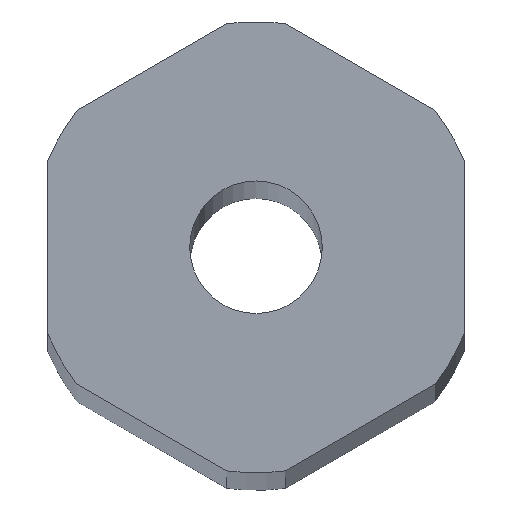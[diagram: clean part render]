
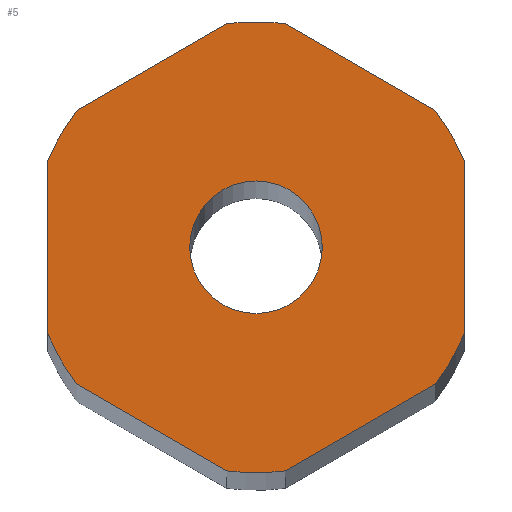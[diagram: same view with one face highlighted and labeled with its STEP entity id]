
A CAD part, top view. The second image highlights one B-rep face of the part: STEP entity #5.
In plain terms, the highlighted planar face has unit normal (0, 0, 1).
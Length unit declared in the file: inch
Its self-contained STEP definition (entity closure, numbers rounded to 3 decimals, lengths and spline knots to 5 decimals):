
#5 = ADVANCED_FACE ( 'NONE', ( #557, #463 ), #99, .T. ) ;
#13 = VERTEX_POINT ( 'NONE', #506 ) ;
#14 = EDGE_CURVE ( 'NONE', #532, #401, #342, .T. ) ;
#15 = CARTESIAN_POINT ( 'NONE',  ( 0., 0., 6. ) ) ;
#16 = LINE ( 'NONE', #63, #236 ) ;
#20 = AXIS2_PLACEMENT_3D ( 'NONE', #51, #420, #186 ) ;
#23 = CARTESIAN_POINT ( 'NONE',  ( -0.0795, 0., 6. ) ) ;
#24 = EDGE_CURVE ( 'NONE', #320, #335, #16, .T. ) ;
#25 = LINE ( 'NONE', #475, #56 ) ;
#26 = DIRECTION ( 'NONE',  ( 0.866, 0.5, 0. ) ) ;
#37 = VECTOR ( 'NONE', #26, 39.37008 ) ;
#47 = VECTOR ( 'NONE', #80, 39.37008 ) ;
#51 = CARTESIAN_POINT ( 'NONE',  ( 0., 0., 6. ) ) ;
#54 = DIRECTION ( 'NONE',  ( 0., 0., 1. ) ) ;
#56 = VECTOR ( 'NONE', #388, 39.37008 ) ;
#57 = ORIENTED_EDGE ( 'NONE', *, *, #409, .T. ) ;
#61 = CARTESIAN_POINT ( 'NONE',  ( 0., 0., 6. ) ) ;
#63 = CARTESIAN_POINT ( 'NONE',  ( -0.1249, -0.21634, 6. ) ) ;
#65 = DIRECTION ( 'NONE',  ( 1., 0., 0. ) ) ;
#70 = VERTEX_POINT ( 'NONE', #81 ) ;
#77 = VERTEX_POINT ( 'NONE', #112 ) ;
#78 = CIRCLE ( 'NONE', #305, 0.27047 ) ;
#80 = DIRECTION ( 'NONE',  ( 0., 1., 0. ) ) ;
#81 = CARTESIAN_POINT ( 'NONE',  ( 0.2498, -0.1037, 6. ) ) ;
#82 = CARTESIAN_POINT ( 'NONE',  ( 0.2498, 0., 6. ) ) ;
#88 = AXIS2_PLACEMENT_3D ( 'NONE', #15, #192, #559 ) ;
#97 = CIRCLE ( 'NONE', #166, 0.27047 ) ;
#99 = PLANE ( 'NONE',  #552 ) ;
#100 = DIRECTION ( 'NONE',  ( 1., 0., 0. ) ) ;
#112 = CARTESIAN_POINT ( 'NONE',  ( 0.03509, 0.26819, 6. ) ) ;
#115 = CARTESIAN_POINT ( 'NONE',  ( -0.1249, 0.21634, 6. ) ) ;
#118 = LINE ( 'NONE', #115, #496 ) ;
#123 = CIRCLE ( 'NONE', #20, 0.0795 ) ;
#125 = LINE ( 'NONE', #82, #47 ) ;
#128 = EDGE_CURVE ( 'NONE', #169, #355, #333, .T. ) ;
#133 = EDGE_LOOP ( 'NONE', ( #499, #456, #135, #372, #422, #212, #590, #328, #247, #436, #57, #272 ) ) ;
#135 = ORIENTED_EDGE ( 'NONE', *, *, #384, .T. ) ;
#140 = CIRCLE ( 'NONE', #218, 0.27047 ) ;
#146 = DIRECTION ( 'NONE',  ( 0., 0., 1. ) ) ;
#147 = CARTESIAN_POINT ( 'NONE',  ( -0.21471, -0.16449, 6. ) ) ;
#151 = EDGE_CURVE ( 'NONE', #571, #169, #118, .T. ) ;
#153 = DIRECTION ( 'NONE',  ( 1., 0., 0. ) ) ;
#166 = AXIS2_PLACEMENT_3D ( 'NONE', #550, #377, #100 ) ;
#168 = EDGE_CURVE ( 'NONE', #553, #70, #428, .T. ) ;
#169 = VERTEX_POINT ( 'NONE', #566 ) ;
#175 = EDGE_CURVE ( 'NONE', #355, #13, #25, .T. ) ;
#186 = DIRECTION ( 'NONE',  ( 1., 0., 0. ) ) ;
#189 = DIRECTION ( 'NONE',  ( 1., 0., 0. ) ) ;
#192 = DIRECTION ( 'NONE',  ( 0., 0., 1. ) ) ;
#195 = LINE ( 'NONE', #573, #37 ) ;
#198 = CARTESIAN_POINT ( 'NONE',  ( 0.03509, -0.26819, 6. ) ) ;
#201 = DIRECTION ( 'NONE',  ( 1., 0., 0. ) ) ;
#211 = DIRECTION ( 'NONE',  ( 0., 0., 1. ) ) ;
#212 = ORIENTED_EDGE ( 'NONE', *, *, #128, .T. ) ;
#218 = AXIS2_PLACEMENT_3D ( 'NONE', #380, #474, #153 ) ;
#226 = CARTESIAN_POINT ( 'NONE',  ( -0.2498, 0.1037, 6. ) ) ;
#231 = DIRECTION ( 'NONE',  ( 1., 0., 0. ) ) ;
#233 = ORIENTED_EDGE ( 'NONE', *, *, #317, .F. ) ;
#235 = DIRECTION ( 'NONE',  ( 0., 0., 1. ) ) ;
#236 = VECTOR ( 'NONE', #555, 39.37008 ) ;
#238 = CARTESIAN_POINT ( 'NONE',  ( 0.2498, 0.1037, 6. ) ) ;
#242 = CARTESIAN_POINT ( 'NONE',  ( 0., 0., 6. ) ) ;
#243 = CARTESIAN_POINT ( 'NONE',  ( 0.1249, 0.21634, 6. ) ) ;
#247 = ORIENTED_EDGE ( 'NONE', *, *, #24, .T. ) ;
#254 = DIRECTION ( 'NONE',  ( -0.866, 0.5, 0. ) ) ;
#259 = CIRCLE ( 'NONE', #88, 0.27047 ) ;
#264 = CARTESIAN_POINT ( 'NONE',  ( 0.21471, -0.16449, 6. ) ) ;
#266 = AXIS2_PLACEMENT_3D ( 'NONE', #61, #146, #466 ) ;
#270 = ORIENTED_EDGE ( 'NONE', *, *, #14, .F. ) ;
#272 = ORIENTED_EDGE ( 'NONE', *, *, #168, .T. ) ;
#283 = EDGE_LOOP ( 'NONE', ( #233, #270 ) ) ;
#297 = EDGE_CURVE ( 'NONE', #360, #353, #78, .T. ) ;
#305 = AXIS2_PLACEMENT_3D ( 'NONE', #412, #235, #231 ) ;
#317 = EDGE_CURVE ( 'NONE', #401, #532, #123, .T. ) ;
#320 = VERTEX_POINT ( 'NONE', #147 ) ;
#328 = ORIENTED_EDGE ( 'NONE', *, *, #363, .T. ) ;
#333 = CIRCLE ( 'NONE', #572, 0.27047 ) ;
#335 = VERTEX_POINT ( 'NONE', #366 ) ;
#340 = EDGE_CURVE ( 'NONE', #335, #442, #97, .T. ) ;
#342 = CIRCLE ( 'NONE', #266, 0.0795 ) ;
#353 = VERTEX_POINT ( 'NONE', #469 ) ;
#355 = VERTEX_POINT ( 'NONE', #226 ) ;
#360 = VERTEX_POINT ( 'NONE', #238 ) ;
#363 = EDGE_CURVE ( 'NONE', #13, #320, #259, .T. ) ;
#366 = CARTESIAN_POINT ( 'NONE',  ( -0.03509, -0.26819, 6. ) ) ;
#372 = ORIENTED_EDGE ( 'NONE', *, *, #448, .T. ) ;
#377 = DIRECTION ( 'NONE',  ( 0., 0., 1. ) ) ;
#380 = CARTESIAN_POINT ( 'NONE',  ( 0., 0., 6. ) ) ;
#384 = EDGE_CURVE ( 'NONE', #353, #77, #479, .T. ) ;
#385 = CARTESIAN_POINT ( 'NONE',  ( 0., 0., 6. ) ) ;
#388 = DIRECTION ( 'NONE',  ( 0., -1., 0. ) ) ;
#401 = VERTEX_POINT ( 'NONE', #23 ) ;
#409 = EDGE_CURVE ( 'NONE', #442, #553, #195, .T. ) ;
#412 = CARTESIAN_POINT ( 'NONE',  ( 0., 0., 6. ) ) ;
#420 = DIRECTION ( 'NONE',  ( 0., 0., 1. ) ) ;
#422 = ORIENTED_EDGE ( 'NONE', *, *, #151, .T. ) ;
#428 = CIRCLE ( 'NONE', #467, 0.27047 ) ;
#434 = CARTESIAN_POINT ( 'NONE',  ( 0.0795, 0., 6. ) ) ;
#436 = ORIENTED_EDGE ( 'NONE', *, *, #340, .T. ) ;
#442 = VERTEX_POINT ( 'NONE', #198 ) ;
#448 = EDGE_CURVE ( 'NONE', #77, #571, #140, .T. ) ;
#456 = ORIENTED_EDGE ( 'NONE', *, *, #297, .T. ) ;
#463 = FACE_OUTER_BOUND ( 'NONE', #133, .T. ) ;
#466 = DIRECTION ( 'NONE',  ( 1., 0., 0. ) ) ;
#467 = AXIS2_PLACEMENT_3D ( 'NONE', #477, #211, #65 ) ;
#469 = CARTESIAN_POINT ( 'NONE',  ( 0.21471, 0.16449, 6. ) ) ;
#474 = DIRECTION ( 'NONE',  ( 0., 0., 1. ) ) ;
#475 = CARTESIAN_POINT ( 'NONE',  ( -0.2498, 0., 6. ) ) ;
#477 = CARTESIAN_POINT ( 'NONE',  ( 0., 0., 6. ) ) ;
#479 = LINE ( 'NONE', #243, #497 ) ;
#496 = VECTOR ( 'NONE', #525, 39.37008 ) ;
#497 = VECTOR ( 'NONE', #254, 39.37008 ) ;
#499 = ORIENTED_EDGE ( 'NONE', *, *, #570, .T. ) ;
#506 = CARTESIAN_POINT ( 'NONE',  ( -0.2498, -0.1037, 6. ) ) ;
#525 = DIRECTION ( 'NONE',  ( -0.866, -0.5, 0. ) ) ;
#532 = VERTEX_POINT ( 'NONE', #434 ) ;
#550 = CARTESIAN_POINT ( 'NONE',  ( 0., 0., 6. ) ) ;
#552 = AXIS2_PLACEMENT_3D ( 'NONE', #242, #54, #189 ) ;
#553 = VERTEX_POINT ( 'NONE', #264 ) ;
#555 = DIRECTION ( 'NONE',  ( 0.866, -0.5, 0. ) ) ;
#557 = FACE_BOUND ( 'NONE', #283, .T. ) ;
#559 = DIRECTION ( 'NONE',  ( 1., 0., 0. ) ) ;
#566 = CARTESIAN_POINT ( 'NONE',  ( -0.21471, 0.16449, 6. ) ) ;
#570 = EDGE_CURVE ( 'NONE', #70, #360, #125, .T. ) ;
#571 = VERTEX_POINT ( 'NONE', #578 ) ;
#572 = AXIS2_PLACEMENT_3D ( 'NONE', #385, #580, #201 ) ;
#573 = CARTESIAN_POINT ( 'NONE',  ( 0.1249, -0.21634, 6. ) ) ;
#578 = CARTESIAN_POINT ( 'NONE',  ( -0.03509, 0.26819, 6. ) ) ;
#580 = DIRECTION ( 'NONE',  ( 0., 0., 1. ) ) ;
#590 = ORIENTED_EDGE ( 'NONE', *, *, #175, .T. ) ;
